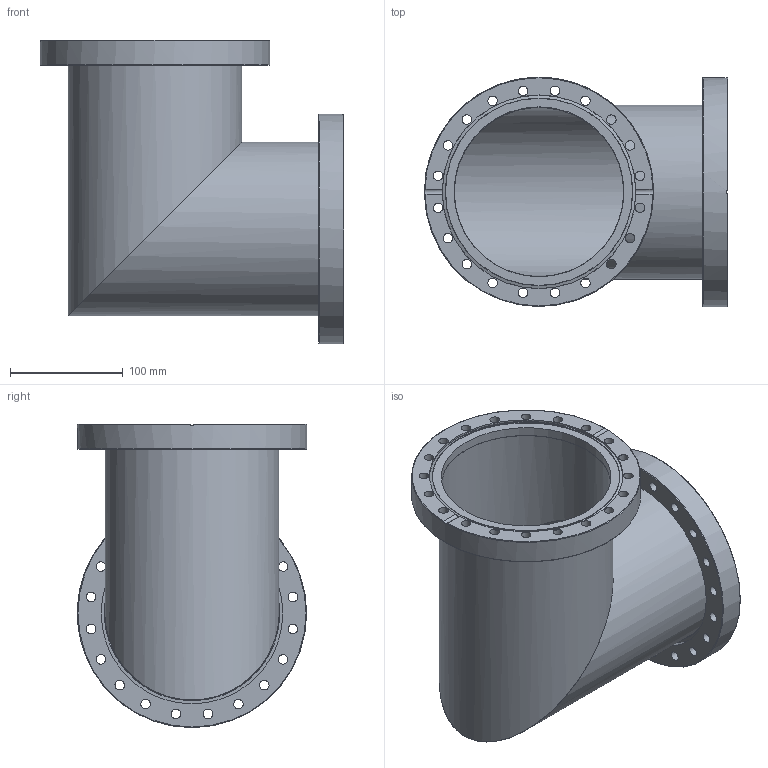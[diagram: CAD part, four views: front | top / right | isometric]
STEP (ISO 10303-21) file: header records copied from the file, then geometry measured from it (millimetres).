
FILE_DESCRIPTION((''),'2;1');
FILE_NAME('EL150R-304.stp','2009-04-23T14:00:19',('hasers'),(''),'Autodesk Inventor 2008','Autodesk Inventor 2008','');
FILE_SCHEMA(('AUTOMOTIVE_DESIGN { 1 0 10303 214 1 1 1 1 }'));
Length unit declared in the file: millimetre
Products named in the file (5): EL150R-304; Rohre [Subject [Summary]=normal][Keywords [Summary]=1.4301][Title [Summary]=154x2,0 (0,5m)]_3; Rohre [Subject [Summary]=normal][Keywords [Summary]=1.4301][Title [Summary]=154x2,0 (0,5m)]_4; CF-R [Subject [Summary]=-304][Title [Summary]=F150RIB154]; CF-R [Subject [Summary]=-304][Title [Summary]=F150RO]
Assembly tree (6 placements, depth 2):
  EL150R-304
    Rohre [Subject [Summary]=normal][Keywords [Summary]=1.4301][Title [Summary]=154x2,0 (0,5m)]_3
    Rohre [Subject [Summary]=normal][Keywords [Summary]=1.4301][Title [Summary]=154x2,0 (0,5m)]_4
    CF-R [Subject [Summary]=-304][Title [Summary]=F150RIB154]  x2
    CF-R [Subject [Summary]=-304][Title [Summary]=F150RO]  x2
Bounding box: 268.5 x 203 x 268.5 mm (x, y, z)
Volume: 834583.2 mm3; surface area: 473791.1 mm2
Topology: 6 solids, 6 shells, 102 faces, 291 edges, 203 vertices
Faces by surface type: bspline 54, plane 14, cylinder 14, torus 14, cone 6
Full cylindrical faces by diameter (mm): 150 x2, 154 x2, 171.3 x2, 172.1 x2, 203 x2
Entity records: 2061 total; most frequent: CARTESIAN_POINT 783, DIRECTION 230, ORIENTED_EDGE 172, EDGE_LOOP 144, AXIS2_PLACEMENT_3D 113, FACE_BOUND 89, EDGE_CURVE 86, VERTEX_POINT 80
